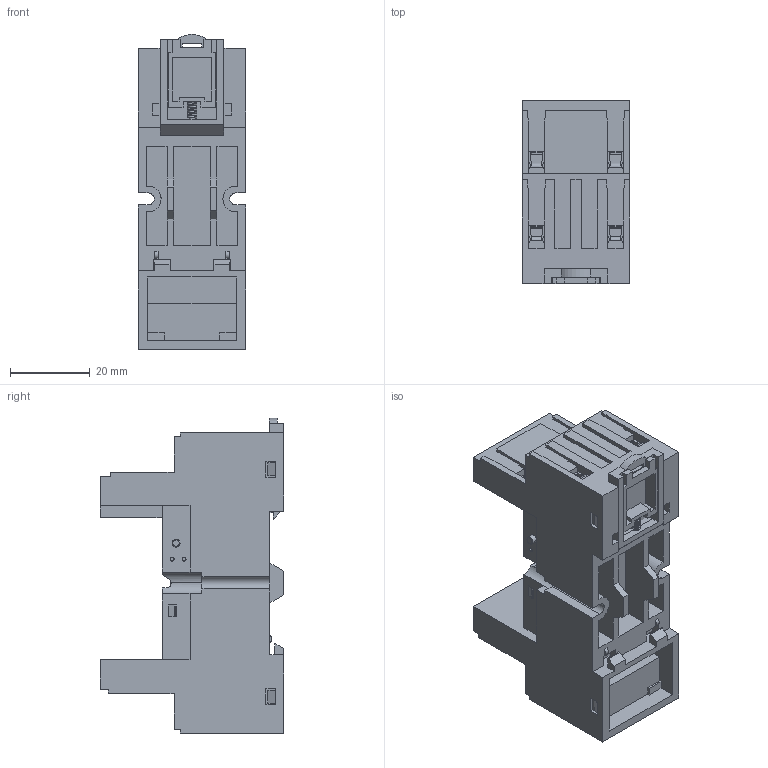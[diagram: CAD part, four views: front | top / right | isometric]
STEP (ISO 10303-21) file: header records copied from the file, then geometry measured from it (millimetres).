
FILE_DESCRIPTION (( 'STEP AP214' ), '1' );
FILE_NAME ('PYF-025BE_2.STEP', '2021-02-09T06:09:00', ( 'managet2' ), ( '' ), 'SwSTEP 2.0', 'SolidWorks 2016', '' );
FILE_SCHEMA (( 'AUTOMOTIVE_DESIGN' ));
Length unit declared in the file: millimetre
Products named in the file (12): 咈懤錪-1; PYF-025BE_2-1; PYF-025BE_2
Assembly tree (9 placements, depth 2):
  咈懤錪-1
  咈懤錪-1
  咈懤錪-1
  咈懤錪-1
  咈懤錪-1
Bounding box: 27 x 46 x 79 mm (x, y, z)
Surface area: 22179.3 mm2 (no closed solid volume)
Topology: 0 solids, 35 shells, 1787 faces, 4739 edges, 3060 vertices
Faces by surface type: plane 1533, cylinder 224, bspline 30
Entity records: 25229 total; most frequent: CARTESIAN_POINT 6162, ORIENTED_EDGE 4116, DIRECTION 3508, EDGE_CURVE 2058, VECTOR 1690, LINE 1690, VERTEX_POINT 1345, AXIS2_PLACEMENT_3D 909
